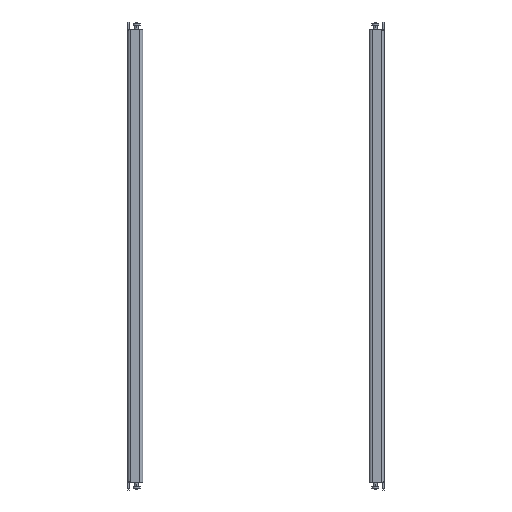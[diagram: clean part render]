
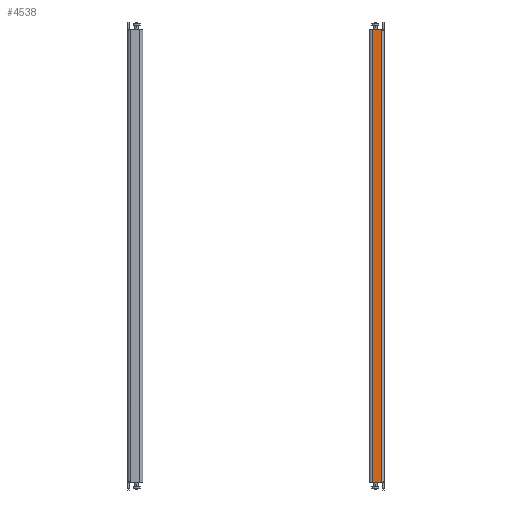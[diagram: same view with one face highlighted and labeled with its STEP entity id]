
A CAD part, front view. The second image highlights one B-rep face of the part: STEP entity #4538.
In plain terms, the highlighted planar face has unit normal (0, -1, 0).
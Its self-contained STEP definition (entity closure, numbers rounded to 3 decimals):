
#271 = ORIENTED_EDGE ( 'NONE', *, *, #10488, .T. ) ;
#554 = VECTOR ( 'NONE', #12876, 1000. ) ;
#879 = VECTOR ( 'NONE', #9659, 1000. ) ;
#1605 = VECTOR ( 'NONE', #2267, 1000. ) ;
#2223 = CARTESIAN_POINT ( 'NONE',  ( -317.4, -49., -4. ) ) ;
#2267 = DIRECTION ( 'NONE',  ( 0., 0., -1. ) ) ;
#2715 = PLANE ( 'NONE',  #12755 ) ;
#3772 = LINE ( 'NONE', #14161, #554 ) ;
#3815 = CARTESIAN_POINT ( 'NONE',  ( 0., -49., 0. ) ) ;
#3854 = EDGE_LOOP ( 'NONE', ( #8813, #10105, #10265, #271 ) ) ;
#4012 = LINE ( 'NONE', #8489, #15442 ) ;
#4538 = ADVANCED_FACE ( 'NONE', ( #14176 ), #2715, .F. ) ;
#4821 = LINE ( 'NONE', #10606, #1605 ) ;
#5088 = VERTEX_POINT ( 'NONE', #2223 ) ;
#5147 = DIRECTION ( 'NONE',  ( 0., 0., 1. ) ) ;
#5975 = LINE ( 'NONE', #10757, #879 ) ;
#6114 = CARTESIAN_POINT ( 'NONE',  ( 317.4, -49., -4. ) ) ;
#6193 = CARTESIAN_POINT ( 'NONE',  ( -317.4, -49., -17. ) ) ;
#7688 = EDGE_CURVE ( 'NONE', #15663, #12533, #3772, .T. ) ;
#8489 = CARTESIAN_POINT ( 'NONE',  ( 313.4, -49., -4. ) ) ;
#8813 = ORIENTED_EDGE ( 'NONE', *, *, #7688, .T. ) ;
#9659 = DIRECTION ( 'NONE',  ( 0., 0., -1. ) ) ;
#10105 = ORIENTED_EDGE ( 'NONE', *, *, #11507, .F. ) ;
#10265 = ORIENTED_EDGE ( 'NONE', *, *, #12316, .F. ) ;
#10488 = EDGE_CURVE ( 'NONE', #5088, #15663, #5975, .T. ) ;
#10606 = CARTESIAN_POINT ( 'NONE',  ( 317.4, -49., -4. ) ) ;
#10757 = CARTESIAN_POINT ( 'NONE',  ( -317.4, -49., -4. ) ) ;
#11377 = CARTESIAN_POINT ( 'NONE',  ( 317.4, -49., -17. ) ) ;
#11507 = EDGE_CURVE ( 'NONE', #14957, #12533, #4821, .T. ) ;
#12316 = EDGE_CURVE ( 'NONE', #5088, #14957, #4012, .T. ) ;
#12361 = DIRECTION ( 'NONE',  ( 1., 0., 0. ) ) ;
#12455 = DIRECTION ( 'NONE',  ( 0., 1., 0. ) ) ;
#12533 = VERTEX_POINT ( 'NONE', #11377 ) ;
#12755 = AXIS2_PLACEMENT_3D ( 'NONE', #3815, #12455, #5147 ) ;
#12876 = DIRECTION ( 'NONE',  ( 1., 0., 0. ) ) ;
#14161 = CARTESIAN_POINT ( 'NONE',  ( -317.4, -49., -17. ) ) ;
#14176 = FACE_OUTER_BOUND ( 'NONE', #3854, .T. ) ;
#14957 = VERTEX_POINT ( 'NONE', #6114 ) ;
#15442 = VECTOR ( 'NONE', #12361, 1000. ) ;
#15663 = VERTEX_POINT ( 'NONE', #6193 ) ;
